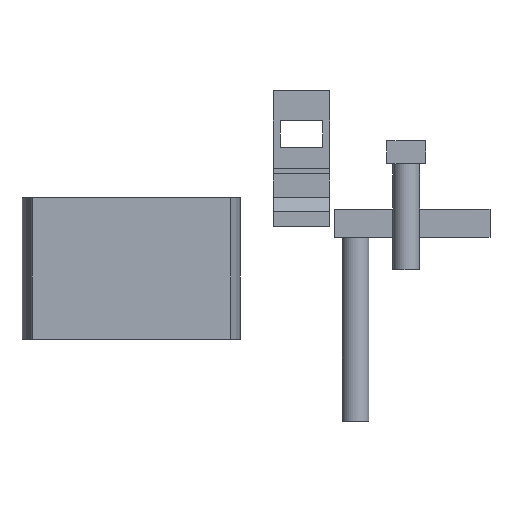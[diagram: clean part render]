
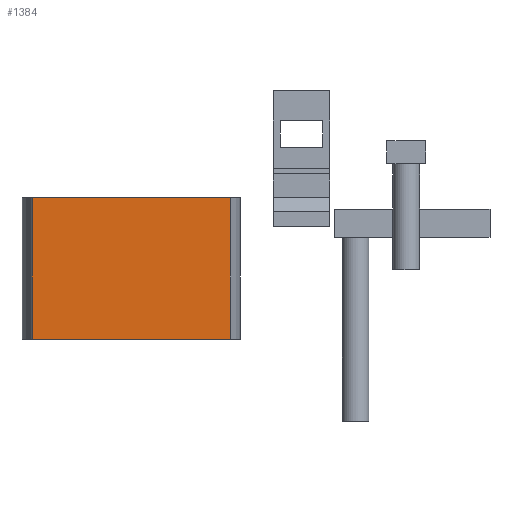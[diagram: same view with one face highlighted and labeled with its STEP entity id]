
A CAD part, front view. The second image highlights one B-rep face of the part: STEP entity #1384.
In plain terms, the highlighted planar face has unit normal (0, -1, 0).
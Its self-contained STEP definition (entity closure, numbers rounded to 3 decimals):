
#74=PLANE('',#1531);
#146=FACE_OUTER_BOUND('',#226,.T.);
#226=EDGE_LOOP('',(#1116,#1117,#1118,#1119));
#289=LINE('',#2032,#450);
#333=LINE('',#2146,#494);
#340=LINE('',#2159,#501);
#344=LINE('',#2166,#505);
#450=VECTOR('',#1638,10.);
#494=VECTOR('',#1744,10.);
#501=VECTOR('',#1755,10.);
#505=VECTOR('',#1765,10.);
#646=VERTEX_POINT('',#2029);
#647=VERTEX_POINT('',#2031);
#686=VERTEX_POINT('',#2145);
#690=VERTEX_POINT('',#2158);
#779=EDGE_CURVE('',#646,#647,#289,.T.);
#835=EDGE_CURVE('',#647,#686,#333,.T.);
#842=EDGE_CURVE('',#686,#690,#340,.T.);
#846=EDGE_CURVE('',#646,#690,#344,.T.);
#1116=ORIENTED_EDGE('',*,*,#779,.F.);
#1117=ORIENTED_EDGE('',*,*,#846,.T.);
#1118=ORIENTED_EDGE('',*,*,#842,.F.);
#1119=ORIENTED_EDGE('',*,*,#835,.F.);
#1384=ADVANCED_FACE('',(#146),#74,.T.);
#1531=AXIS2_PLACEMENT_3D('',#2167,#1766,#1767);
#1638=DIRECTION('',(-1.,0.,0.));
#1744=DIRECTION('',(0.,0.,1.));
#1755=DIRECTION('',(1.,0.,0.));
#1765=DIRECTION('',(0.,0.,1.));
#1766=DIRECTION('center_axis',(0.,-1.,0.));
#1767=DIRECTION('ref_axis',(1.,0.,0.));
#2029=CARTESIAN_POINT('',(14.,-30.,0.));
#2031=CARTESIAN_POINT('',(-14.,-30.,0.));
#2032=CARTESIAN_POINT('',(14.,-30.,0.));
#2145=CARTESIAN_POINT('',(-14.,-30.,20.));
#2146=CARTESIAN_POINT('',(-14.,-30.,0.));
#2158=CARTESIAN_POINT('',(14.,-30.,20.));
#2159=CARTESIAN_POINT('',(14.,-30.,20.));
#2166=CARTESIAN_POINT('',(14.,-30.,0.));
#2167=CARTESIAN_POINT('Origin',(-14.,-30.,0.));
